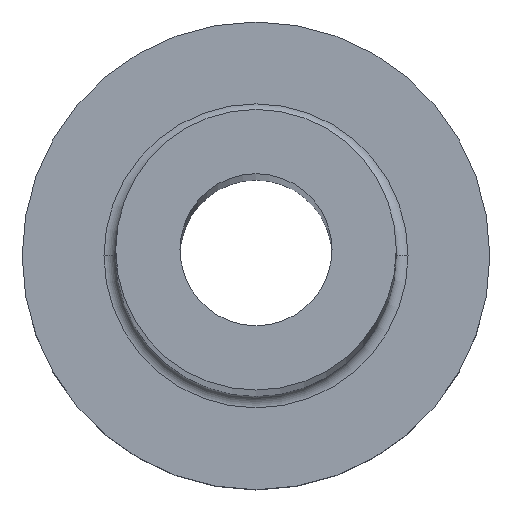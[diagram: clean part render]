
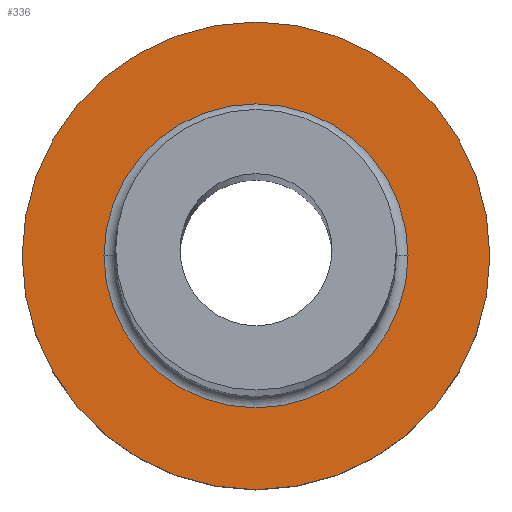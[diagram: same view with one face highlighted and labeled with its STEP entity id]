
A CAD part, top view. The second image highlights one B-rep face of the part: STEP entity #336.
In plain terms, the highlighted planar face has unit normal (0, 0, 1).
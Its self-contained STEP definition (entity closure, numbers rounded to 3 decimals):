
#5 = CARTESIAN_POINT ( 'NONE',  ( 0., 0., 7. ) ) ;
#11 = AXIS2_PLACEMENT_3D ( 'NONE', #5, #241, #352 ) ;
#14 = DIRECTION ( 'NONE',  ( 0., 0., 1. ) ) ;
#20 = DIRECTION ( 'NONE',  ( 1., 0., 0. ) ) ;
#25 = AXIS2_PLACEMENT_3D ( 'NONE', #199, #14, #370 ) ;
#27 = DIRECTION ( 'NONE',  ( 0., 0., 1. ) ) ;
#29 = CIRCLE ( 'NONE', #139, 10. ) ;
#55 = DIRECTION ( 'NONE',  ( 0., 0., -1. ) ) ;
#73 = FACE_BOUND ( 'NONE', #195, .T. ) ;
#97 = ORIENTED_EDGE ( 'NONE', *, *, #217, .T. ) ;
#100 = VERTEX_POINT ( 'NONE', #315 ) ;
#102 = AXIS2_PLACEMENT_3D ( 'NONE', #262, #379, #20 ) ;
#104 = ORIENTED_EDGE ( 'NONE', *, *, #166, .T. ) ;
#116 = DIRECTION ( 'NONE',  ( 1., 0., 0. ) ) ;
#121 = CIRCLE ( 'NONE', #102, 10. ) ;
#133 = EDGE_LOOP ( 'NONE', ( #104, #152 ) ) ;
#136 = AXIS2_PLACEMENT_3D ( 'NONE', #366, #55, #116 ) ;
#139 = AXIS2_PLACEMENT_3D ( 'NONE', #240, #27, #150 ) ;
#150 = DIRECTION ( 'NONE',  ( 1., 0., 0. ) ) ;
#152 = ORIENTED_EDGE ( 'NONE', *, *, #211, .T. ) ;
#160 = CARTESIAN_POINT ( 'NONE',  ( -6.5, 0., 7. ) ) ;
#164 = PLANE ( 'NONE',  #25 ) ;
#166 = EDGE_CURVE ( 'NONE', #307, #219, #121, .T. ) ;
#169 = FACE_OUTER_BOUND ( 'NONE', #133, .T. ) ;
#171 = CIRCLE ( 'NONE', #11, 6.5 ) ;
#179 = EDGE_CURVE ( 'NONE', #358, #100, #296, .T. ) ;
#195 = EDGE_LOOP ( 'NONE', ( #97, #216 ) ) ;
#199 = CARTESIAN_POINT ( 'NONE',  ( 0., 0., 7. ) ) ;
#211 = EDGE_CURVE ( 'NONE', #219, #307, #29, .T. ) ;
#213 = CARTESIAN_POINT ( 'NONE',  ( 10., 0., 7. ) ) ;
#216 = ORIENTED_EDGE ( 'NONE', *, *, #179, .T. ) ;
#217 = EDGE_CURVE ( 'NONE', #100, #358, #171, .T. ) ;
#219 = VERTEX_POINT ( 'NONE', #213 ) ;
#240 = CARTESIAN_POINT ( 'NONE',  ( 0., 0., 7. ) ) ;
#241 = DIRECTION ( 'NONE',  ( 0., 0., -1. ) ) ;
#262 = CARTESIAN_POINT ( 'NONE',  ( 0., 0., 7. ) ) ;
#296 = CIRCLE ( 'NONE', #136, 6.5 ) ;
#307 = VERTEX_POINT ( 'NONE', #321 ) ;
#315 = CARTESIAN_POINT ( 'NONE',  ( 6.5, 0., 7. ) ) ;
#321 = CARTESIAN_POINT ( 'NONE',  ( -10., 0., 7. ) ) ;
#336 = ADVANCED_FACE ( 'NONE', ( #73, #169 ), #164, .T. ) ;
#352 = DIRECTION ( 'NONE',  ( 1., 0., 0. ) ) ;
#358 = VERTEX_POINT ( 'NONE', #160 ) ;
#366 = CARTESIAN_POINT ( 'NONE',  ( 0., 0., 7. ) ) ;
#370 = DIRECTION ( 'NONE',  ( 1., 0., 0. ) ) ;
#379 = DIRECTION ( 'NONE',  ( 0., 0., 1. ) ) ;
